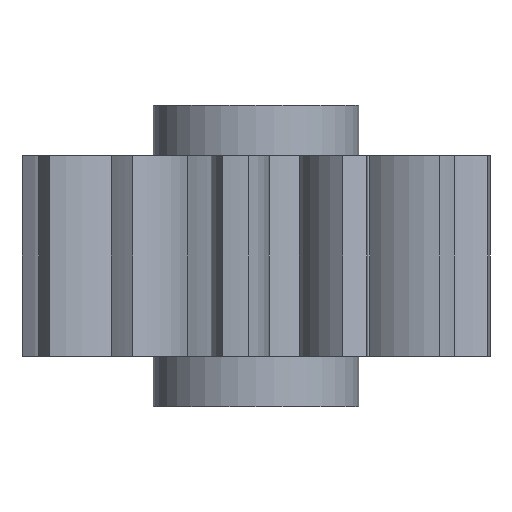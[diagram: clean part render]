
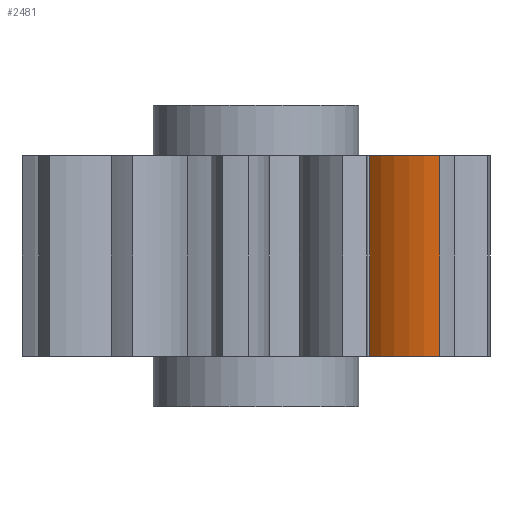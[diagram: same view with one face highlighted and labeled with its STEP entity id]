
A CAD part, left-side view. The second image highlights one B-rep face of the part: STEP entity #2481.
In plain terms, the highlighted cylindrical face has radius 3 mm (diameter 6 mm), a partial arc.
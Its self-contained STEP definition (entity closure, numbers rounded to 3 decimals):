
#74=FACE_OUTER_BOUND('',#200,.T.);
#200=EDGE_LOOP('',(#1544,#1545,#1546,#1547));
#330=CIRCLE('',#2628,3.);
#331=CIRCLE('',#2629,3.);
#474=LINE('',#3669,#700);
#475=LINE('',#3673,#701);
#700=VECTOR('',#2901,6.35);
#701=VECTOR('',#2904,6.35);
#926=VERTEX_POINT('',#3667);
#927=VERTEX_POINT('',#3668);
#928=VERTEX_POINT('',#3670);
#929=VERTEX_POINT('',#3672);
#1174=EDGE_CURVE('',#926,#927,#474,.T.);
#1175=EDGE_CURVE('',#927,#928,#330,.T.);
#1176=EDGE_CURVE('',#928,#929,#475,.T.);
#1177=EDGE_CURVE('',#929,#926,#331,.T.);
#1544=ORIENTED_EDGE('',*,*,#1174,.T.);
#1545=ORIENTED_EDGE('',*,*,#1175,.T.);
#1546=ORIENTED_EDGE('',*,*,#1176,.T.);
#1547=ORIENTED_EDGE('',*,*,#1177,.T.);
#2284=CYLINDRICAL_SURFACE('',#2627,3.);
#2481=ADVANCED_FACE('',(#74),#2284,.T.);
#2627=AXIS2_PLACEMENT_3D('',#3666,#2899,#2900);
#2628=AXIS2_PLACEMENT_3D('',#3671,#2902,#2903);
#2629=AXIS2_PLACEMENT_3D('',#3674,#2905,#2906);
#2899=DIRECTION('center_axis',(0.,0.,1.));
#2900=DIRECTION('ref_axis',(1.,0.,0.));
#2901=DIRECTION('',(0.,0.,-1.));
#2902=DIRECTION('center_axis',(0.,0.,1.));
#2903=DIRECTION('ref_axis',(1.,0.,0.));
#2904=DIRECTION('',(0.,0.,1.));
#2905=DIRECTION('center_axis',(0.,0.,-1.));
#2906=DIRECTION('ref_axis',(1.,0.,0.));
#3666=CARTESIAN_POINT('Origin',(-1.58,-5.895,5.715));
#3667=CARTESIAN_POINT('',(-3.509,-3.597,3.175));
#3668=CARTESIAN_POINT('',(-3.509,-3.597,-3.175));
#3669=CARTESIAN_POINT('',(-3.509,-3.597,3.175));
#3670=CARTESIAN_POINT('',(-4.579,-5.818,-3.175));
#3671=CARTESIAN_POINT('Origin',(-1.58,-5.895,-3.175));
#3672=CARTESIAN_POINT('',(-4.579,-5.818,3.175));
#3673=CARTESIAN_POINT('',(-4.579,-5.818,-3.175));
#3674=CARTESIAN_POINT('Origin',(-1.58,-5.895,3.175));
